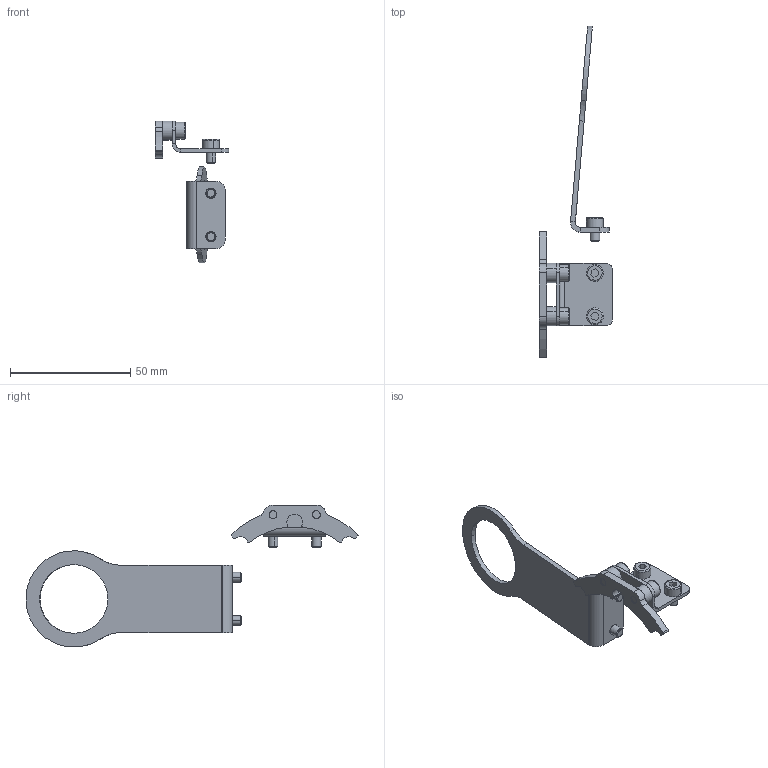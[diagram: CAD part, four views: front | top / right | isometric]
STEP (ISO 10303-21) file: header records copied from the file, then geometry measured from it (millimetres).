
FILE_DESCRIPTION (( 'STEP AP203' ), '1' );
FILE_NAME ('P4005.STEP', '2019-11-26T14:24:23', ( 'admin' ), ( '' ), 'SwSTEP 2.0', 'SolidWorks 2017', '' );
FILE_SCHEMA (( 'CONFIG_CONTROL_DESIGN' ));
Length unit declared in the file: millimetre
Products named in the file (1): P4005
Bounding box: 30.5 x 137.93 x 58.94 mm (x, y, z)
Volume: 8466.1 mm3; surface area: 10452.3 mm2
Topology: 11 solids, 11 shells, 203 faces, 467 edges, 298 vertices
Faces by surface type: plane 92, cylinder 87, cone 12, torus 12
Entity records: 5872 total; most frequent: DIRECTION 1085, CARTESIAN_POINT 969, ORIENTED_EDGE 934, EDGE_CURVE 467, AXIS2_PLACEMENT_3D 414, VERTEX_POINT 298, VECTOR 257, LINE 257
